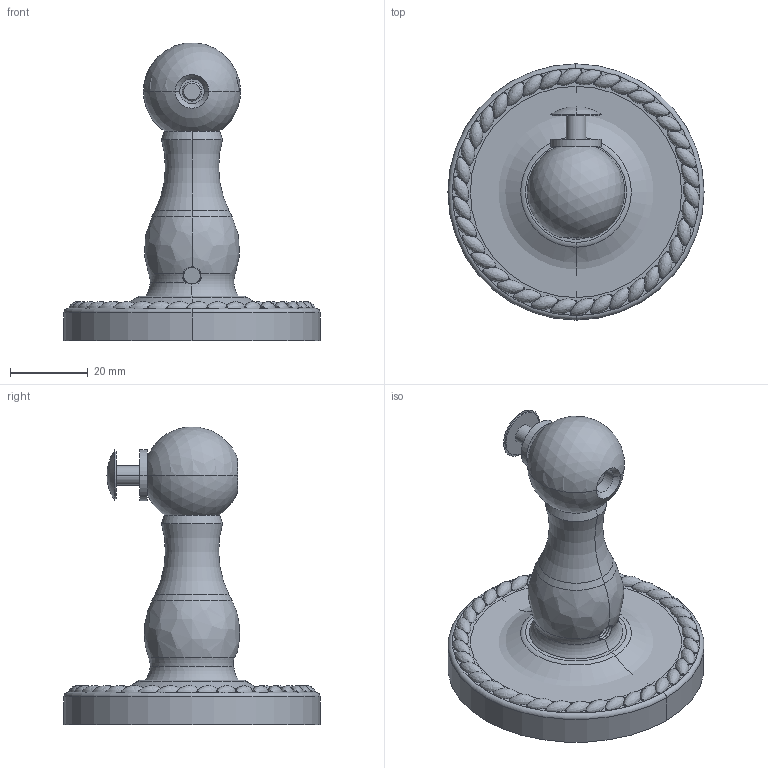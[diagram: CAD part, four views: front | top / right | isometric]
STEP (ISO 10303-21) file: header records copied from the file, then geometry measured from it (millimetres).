
FILE_DESCRIPTION((''),'2;1');
FILE_NAME('1534B_WEB','2011-01-11T',('project'),(''),'PRO/ENGINEER BY PARAMETRIC TECHNOLOGY CORPORATION, 2009300','PRO/ENGINEER BY PARAMETRIC TECHNOLOGY CORPORATION, 2009300','');
FILE_SCHEMA(('CONFIG_CONTROL_DESIGN'));
Length unit declared in the file: inch
Products named in the file (1): 1534B_WEB
Bounding box: 65.79 x 65.79 x 76.44 mm (x, y, z)
Surface area: 19371.7 mm2 (no closed solid volume)
Topology: 0 solids, 11 shells, 241 faces, 733 edges, 422 vertices
Faces by surface type: cone 83, bspline 78, sphere 42, cylinder 16, plane 12, torus 10
Entity records: 10156 total; most frequent: CARTESIAN_POINT 4416, DIRECTION 1338, ORIENTED_EDGE 1019, EDGE_CURVE 654, AXIS2_PLACEMENT_3D 620, CIRCLE 457, VERTEX_POINT 422, EDGE_LOOP 241
